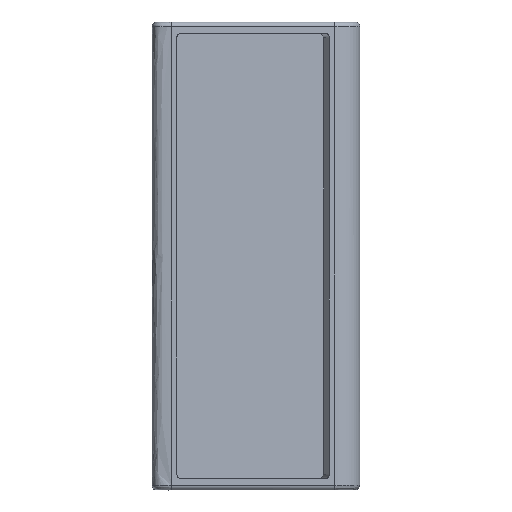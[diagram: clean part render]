
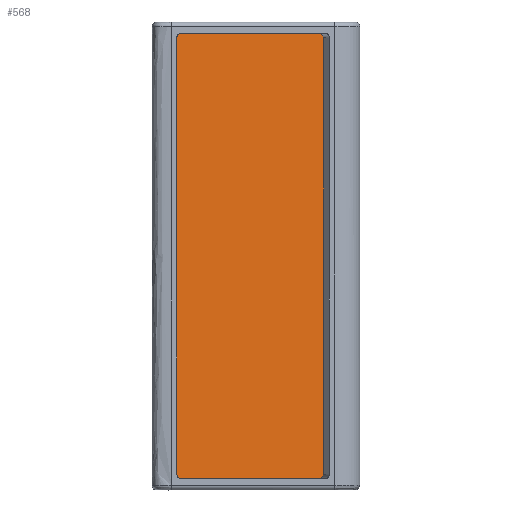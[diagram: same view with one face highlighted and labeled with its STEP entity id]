
A CAD part, top view. The second image highlights one B-rep face of the part: STEP entity #568.
In plain terms, the highlighted planar face has unit normal (0.138, 0, 0.991).
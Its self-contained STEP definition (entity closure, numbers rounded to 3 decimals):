
#18=CIRCLE('',#602,3.);
#20=CIRCLE('',#606,3.);
#22=CIRCLE('',#610,3.);
#24=CIRCLE('',#614,3.);
#101=FACE_OUTER_BOUND('',#135,.T.);
#135=EDGE_LOOP('',(#496,#497,#498,#499,#500,#501,#502,#503));
#170=LINE('',#2150,#216);
#175=LINE('',#2163,#221);
#179=LINE('',#2175,#225);
#183=LINE('',#2187,#229);
#216=VECTOR('',#680,10.);
#221=VECTOR('',#693,10.);
#225=VECTOR('',#705,10.);
#229=VECTOR('',#717,10.);
#267=VERTEX_POINT('',#2147);
#268=VERTEX_POINT('',#2149);
#270=VERTEX_POINT('',#2155);
#272=VERTEX_POINT('',#2161);
#274=VERTEX_POINT('',#2167);
#276=VERTEX_POINT('',#2173);
#278=VERTEX_POINT('',#2179);
#280=VERTEX_POINT('',#2185);
#339=EDGE_CURVE('',#267,#268,#170,.T.);
#343=EDGE_CURVE('',#270,#267,#18,.T.);
#346=EDGE_CURVE('',#272,#270,#175,.T.);
#349=EDGE_CURVE('',#274,#272,#20,.T.);
#352=EDGE_CURVE('',#276,#274,#179,.T.);
#355=EDGE_CURVE('',#278,#276,#22,.T.);
#358=EDGE_CURVE('',#280,#278,#183,.T.);
#360=EDGE_CURVE('',#268,#280,#24,.T.);
#496=ORIENTED_EDGE('',*,*,#360,.F.);
#497=ORIENTED_EDGE('',*,*,#339,.F.);
#498=ORIENTED_EDGE('',*,*,#343,.F.);
#499=ORIENTED_EDGE('',*,*,#346,.F.);
#500=ORIENTED_EDGE('',*,*,#349,.F.);
#501=ORIENTED_EDGE('',*,*,#352,.F.);
#502=ORIENTED_EDGE('',*,*,#355,.F.);
#503=ORIENTED_EDGE('',*,*,#358,.F.);
#536=PLANE('',#615);
#568=ADVANCED_FACE('',(#101),#536,.T.);
#602=AXIS2_PLACEMENT_3D('',#2157,#687,#688);
#606=AXIS2_PLACEMENT_3D('',#2169,#699,#700);
#610=AXIS2_PLACEMENT_3D('',#2181,#711,#712);
#614=AXIS2_PLACEMENT_3D('',#2190,#722,#723);
#615=AXIS2_PLACEMENT_3D('',#2191,#724,#725);
#680=DIRECTION('',(-0.99,0.,0.138));
#687=DIRECTION('center_axis',(-0.138,0.,-0.99));
#688=DIRECTION('ref_axis',(0.,-1.,0.));
#693=DIRECTION('',(0.,-1.,0.));
#699=DIRECTION('center_axis',(-0.138,0.,-0.99));
#700=DIRECTION('ref_axis',(0.99,0.,-0.138));
#705=DIRECTION('',(0.99,0.,-0.138));
#711=DIRECTION('center_axis',(-0.138,0.,-0.99));
#712=DIRECTION('ref_axis',(0.,1.,0.));
#717=DIRECTION('',(0.,1.,0.));
#722=DIRECTION('center_axis',(-0.138,0.,-0.99));
#723=DIRECTION('ref_axis',(-0.99,0.,0.138));
#724=DIRECTION('center_axis',(0.138,0.,0.99));
#725=DIRECTION('ref_axis',(0.,1.,0.));
#2147=CARTESIAN_POINT('',(40.693,7.3,-15.851));
#2149=CARTESIAN_POINT('',(-52.807,7.3,-2.848));
#2150=CARTESIAN_POINT('',(40.693,7.3,-15.851));
#2155=CARTESIAN_POINT('',(43.665,10.3,-16.265));
#2157=CARTESIAN_POINT('Origin',(40.693,10.3,-15.851));
#2161=CARTESIAN_POINT('',(43.665,294.7,-16.265));
#2163=CARTESIAN_POINT('',(43.665,294.7,-16.265));
#2167=CARTESIAN_POINT('',(40.693,297.7,-15.851));
#2169=CARTESIAN_POINT('Origin',(40.693,294.7,-15.851));
#2173=CARTESIAN_POINT('',(-52.807,297.7,-2.848));
#2175=CARTESIAN_POINT('',(-52.807,297.7,-2.848));
#2179=CARTESIAN_POINT('',(-55.778,294.7,-2.435));
#2181=CARTESIAN_POINT('Origin',(-52.807,294.7,-2.848));
#2185=CARTESIAN_POINT('',(-55.778,10.3,-2.435));
#2187=CARTESIAN_POINT('',(-55.778,10.3,-2.435));
#2190=CARTESIAN_POINT('Origin',(-52.807,10.3,-2.848));
#2191=CARTESIAN_POINT('Origin',(-6.057,152.5,-9.35));
